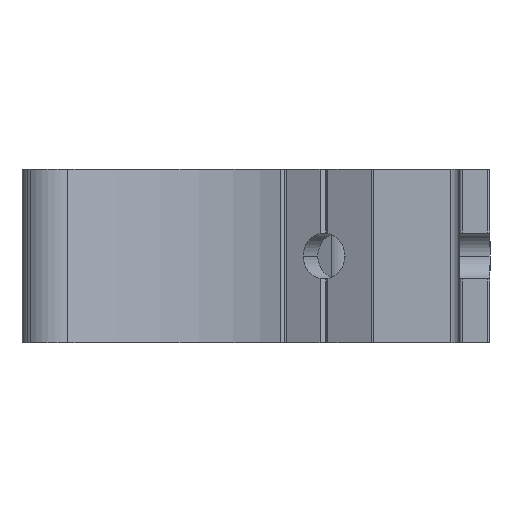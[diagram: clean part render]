
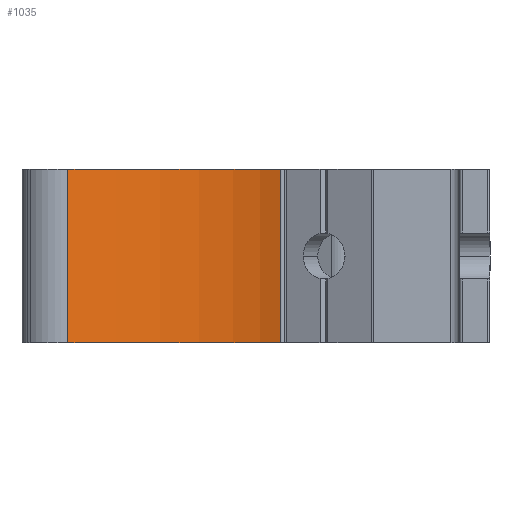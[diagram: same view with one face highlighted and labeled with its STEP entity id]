
A CAD part, left-side view. The second image highlights one B-rep face of the part: STEP entity #1035.
In plain terms, the highlighted cylindrical face has radius 39.5 mm (diameter 79 mm), a partial arc.
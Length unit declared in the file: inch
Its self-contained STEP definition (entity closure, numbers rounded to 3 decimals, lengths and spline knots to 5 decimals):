
#13 = ORIENTED_EDGE ( 'NONE', *, *, #174, .T. ) ;
#174 = EDGE_CURVE ( 'NONE', #4041, #4385, #4735, .T. ) ;
#555 = DIRECTION ( 'NONE',  ( 1., 0., 0. ) ) ;
#556 = ORIENTED_EDGE ( 'NONE', *, *, #1269, .T. ) ;
#680 = EDGE_LOOP ( 'NONE', ( #556, #13, #927, #5716 ) ) ;
#927 = ORIENTED_EDGE ( 'NONE', *, *, #4945, .T. ) ;
#1035 = ADVANCED_FACE ( 'NONE', ( #2812 ), #2790, .T. ) ;
#1070 = CARTESIAN_POINT ( 'NONE',  ( 1.68974, 1.05225, 0.7874 ) ) ;
#1143 = VERTEX_POINT ( 'NONE', #2015 ) ;
#1269 = EDGE_CURVE ( 'NONE', #5310, #4041, #2850, .T. ) ;
#1492 = DIRECTION ( 'NONE',  ( 1., 0., 0. ) ) ;
#1511 = DIRECTION ( 'NONE',  ( 0., 0., 1. ) ) ;
#1518 = DIRECTION ( 'NONE',  ( 0., 0., 1. ) ) ;
#1689 = LINE ( 'NONE', #5272, #1844 ) ;
#1844 = VECTOR ( 'NONE', #5653, 39.37008 ) ;
#2015 = CARTESIAN_POINT ( 'NONE',  ( 0.71701, 2.0186, 0.7874 ) ) ;
#2317 = AXIS2_PLACEMENT_3D ( 'NONE', #4662, #5045, #555 ) ;
#2414 = VECTOR ( 'NONE', #1511, 39.37008 ) ;
#2486 = CARTESIAN_POINT ( 'NONE',  ( 1.68974, 1.05225, 0. ) ) ;
#2790 = CYLINDRICAL_SURFACE ( 'NONE', #5112, 1.55512 ) ;
#2812 = FACE_OUTER_BOUND ( 'NONE', #680, .T. ) ;
#2850 = CIRCLE ( 'NONE', #2946, 1.55512 ) ;
#2946 = AXIS2_PLACEMENT_3D ( 'NONE', #5807, #3987, #5307 ) ;
#3987 = DIRECTION ( 'NONE',  ( 0., 0., 1. ) ) ;
#4041 = VERTEX_POINT ( 'NONE', #2486 ) ;
#4385 = VERTEX_POINT ( 'NONE', #1070 ) ;
#4485 = CARTESIAN_POINT ( 'NONE',  ( 0.71701, 2.0186, 0. ) ) ;
#4586 = EDGE_CURVE ( 'NONE', #1143, #5310, #1689, .T. ) ;
#4662 = CARTESIAN_POINT ( 'NONE',  ( 2.18714, 2.52568, 0.7874 ) ) ;
#4706 = CARTESIAN_POINT ( 'NONE',  ( 1.68974, 1.05225, 0. ) ) ;
#4735 = LINE ( 'NONE', #4706, #2414 ) ;
#4744 = CIRCLE ( 'NONE', #2317, 1.55512 ) ;
#4945 = EDGE_CURVE ( 'NONE', #4385, #1143, #4744, .T. ) ;
#5045 = DIRECTION ( 'NONE',  ( 0., 0., -1. ) ) ;
#5112 = AXIS2_PLACEMENT_3D ( 'NONE', #5543, #1518, #1492 ) ;
#5272 = CARTESIAN_POINT ( 'NONE',  ( 0.71701, 2.0186, 0. ) ) ;
#5307 = DIRECTION ( 'NONE',  ( 1., 0., 0. ) ) ;
#5310 = VERTEX_POINT ( 'NONE', #4485 ) ;
#5543 = CARTESIAN_POINT ( 'NONE',  ( 2.18714, 2.52568, 0. ) ) ;
#5653 = DIRECTION ( 'NONE',  ( 0., 0., -1. ) ) ;
#5716 = ORIENTED_EDGE ( 'NONE', *, *, #4586, .T. ) ;
#5807 = CARTESIAN_POINT ( 'NONE',  ( 2.18714, 2.52568, 0. ) ) ;
